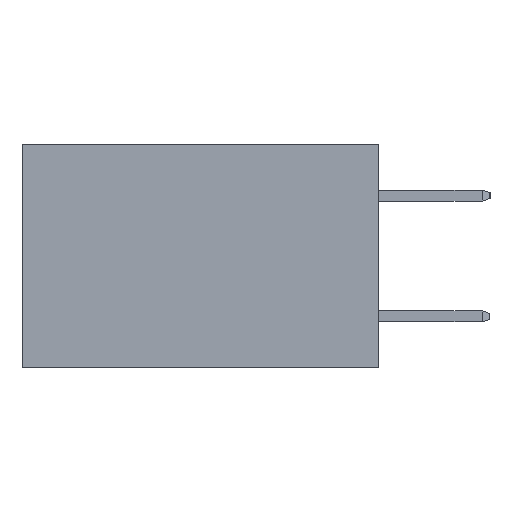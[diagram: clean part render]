
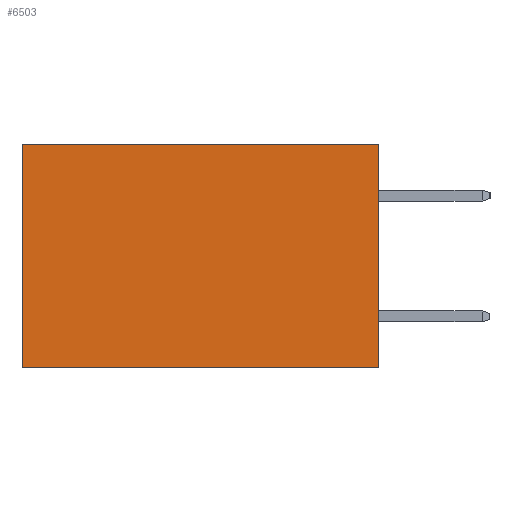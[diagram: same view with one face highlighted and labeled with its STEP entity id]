
A CAD part, left-side view. The second image highlights one B-rep face of the part: STEP entity #6503.
In plain terms, the highlighted planar face has unit normal (-1, 0, 0).
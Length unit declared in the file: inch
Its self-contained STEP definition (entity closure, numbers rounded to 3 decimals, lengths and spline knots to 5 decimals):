
#498 = ORIENTED_EDGE ( 'NONE', *, *, #10488, .T. ) ;
#619 = EDGE_CURVE ( 'NONE', #18168, #11559, #21480, .T. ) ;
#2920 = EDGE_LOOP ( 'NONE', ( #10815, #17116, #9158, #498 ) ) ;
#5242 = CARTESIAN_POINT ( 'NONE',  ( 0.277, 0.59, -0.37 ) ) ;
#6503 = ADVANCED_FACE ( 'NONE', ( #18625 ), #16766, .F. ) ;
#6981 = CARTESIAN_POINT ( 'NONE',  ( 0.277, 0.59, 0. ) ) ;
#7946 = DIRECTION ( 'NONE',  ( 0., 1., 0. ) ) ;
#8448 = DIRECTION ( 'NONE',  ( 0., 1., 0. ) ) ;
#8863 = CARTESIAN_POINT ( 'NONE',  ( 0.277, 0., 0. ) ) ;
#8940 = CARTESIAN_POINT ( 'NONE',  ( 0.277, 0., -0.37 ) ) ;
#9115 = LINE ( 'NONE', #15115, #18100 ) ;
#9158 = ORIENTED_EDGE ( 'NONE', *, *, #12707, .F. ) ;
#10457 = AXIS2_PLACEMENT_3D ( 'NONE', #16454, #16355, #16350 ) ;
#10488 = EDGE_CURVE ( 'NONE', #14800, #14814, #9115, .T. ) ;
#10815 = ORIENTED_EDGE ( 'NONE', *, *, #17238, .T. ) ;
#11559 = VERTEX_POINT ( 'NONE', #5242 ) ;
#12534 = VECTOR ( 'NONE', #8448, 39.37008 ) ;
#12707 = EDGE_CURVE ( 'NONE', #14800, #18168, #17743, .T. ) ;
#12901 = VECTOR ( 'NONE', #15371, 39.37008 ) ;
#12998 = VECTOR ( 'NONE', #15776, 39.37008 ) ;
#13606 = CARTESIAN_POINT ( 'NONE',  ( 0.277, 0.59, -0.37 ) ) ;
#14800 = VERTEX_POINT ( 'NONE', #8863 ) ;
#14814 = VERTEX_POINT ( 'NONE', #6981 ) ;
#15115 = CARTESIAN_POINT ( 'NONE',  ( 0.277, 0., 0. ) ) ;
#15371 = DIRECTION ( 'NONE',  ( 0., 0., -1. ) ) ;
#15776 = DIRECTION ( 'NONE',  ( 0., 0., -1. ) ) ;
#15974 = CARTESIAN_POINT ( 'NONE',  ( 0.277, 0., -0.37 ) ) ;
#16350 = DIRECTION ( 'NONE',  ( 0., 0., -1. ) ) ;
#16355 = DIRECTION ( 'NONE',  ( 1., 0., 0. ) ) ;
#16454 = CARTESIAN_POINT ( 'NONE',  ( 0.277, 0., -0.37 ) ) ;
#16766 = PLANE ( 'NONE',  #10457 ) ;
#17116 = ORIENTED_EDGE ( 'NONE', *, *, #619, .F. ) ;
#17238 = EDGE_CURVE ( 'NONE', #14814, #11559, #22405, .T. ) ;
#17743 = LINE ( 'NONE', #21110, #12998 ) ;
#18100 = VECTOR ( 'NONE', #7946, 39.37008 ) ;
#18168 = VERTEX_POINT ( 'NONE', #15974 ) ;
#18625 = FACE_OUTER_BOUND ( 'NONE', #2920, .T. ) ;
#21110 = CARTESIAN_POINT ( 'NONE',  ( 0.277, 0., -0.37 ) ) ;
#21480 = LINE ( 'NONE', #8940, #12534 ) ;
#22405 = LINE ( 'NONE', #13606, #12901 ) ;
